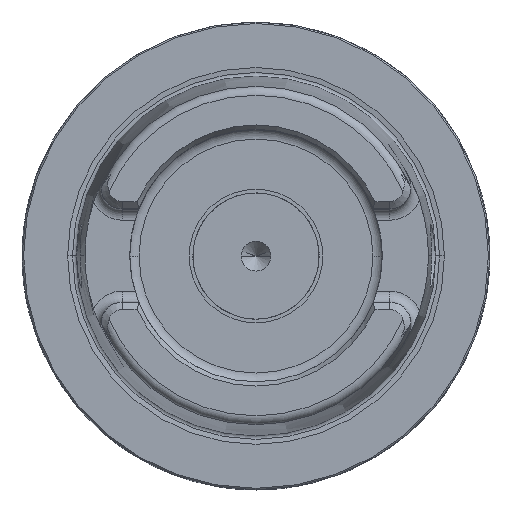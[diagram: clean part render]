
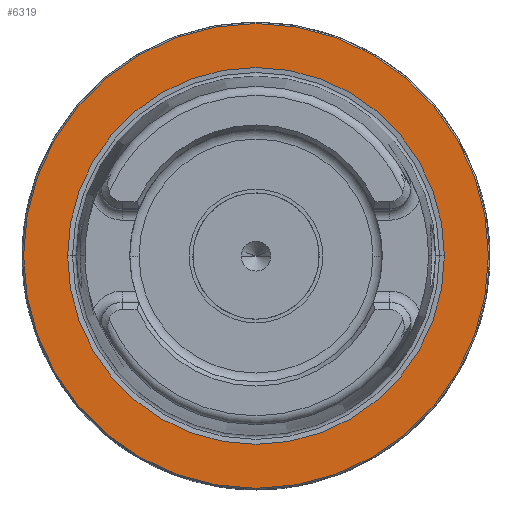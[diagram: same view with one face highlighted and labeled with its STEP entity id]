
A CAD part, top view. The second image highlights one B-rep face of the part: STEP entity #6319.
In plain terms, the highlighted planar face has unit normal (0, 0, 1).
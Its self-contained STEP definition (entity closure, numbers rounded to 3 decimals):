
#1927=CARTESIAN_POINT('',(0.,0.,0.));
#1928=DIRECTION('',(0.,0.,1.));
#1929=DIRECTION('',(1.,0.,0.));
#1930=AXIS2_PLACEMENT_3D('',#1927,#1928,#1929);
#1943=CARTESIAN_POINT('',(0.,0.,0.));
#1944=DIRECTION('',(0.,0.,-1.));
#1945=DIRECTION('',(1.,0.,0.));
#1946=AXIS2_PLACEMENT_3D('',#1943,#1944,#1945);
#1965=CARTESIAN_POINT('',(0.,0.,0.));
#1966=DIRECTION('',(0.,0.,1.));
#1967=DIRECTION('',(1.,0.,0.));
#1968=AXIS2_PLACEMENT_3D('',#1965,#1966,#1967);
#4559=CARTESIAN_POINT('',(0.,0.,0.));
#4560=DIRECTION('',(0.,0.,-1.));
#4561=DIRECTION('',(1.,0.,0.));
#4562=AXIS2_PLACEMENT_3D('',#4559,#4560,#4561);
#4589=CARTESIAN_POINT('',(25.374,0.,0.));
#4591=VERTEX_POINT('',#4589);
#4601=CARTESIAN_POINT('',(-25.374,0.,0.));
#4603=VERTEX_POINT('',#4601);
#4837=CARTESIAN_POINT('',(31.3,0.,0.));
#4838=CARTESIAN_POINT('',(-31.3,0.,0.));
#4839=VERTEX_POINT('',#4837);
#4840=VERTEX_POINT('',#4838);
#6303=CARTESIAN_POINT('',(0.,0.,0.));
#6304=DIRECTION('',(0.,0.,-1.));
#6305=DIRECTION('',(-1.,0.,0.));
#6306=AXIS2_PLACEMENT_3D('',#6303,#6304,#6305);
#6307=PLANE('',#6306);
#6308=ORIENTED_EDGE('',*,*,#6293,.F.);
#6310=ORIENTED_EDGE('',*,*,#6309,.T.);
#6311=EDGE_LOOP('',(#6308,#6310));
#6312=FACE_OUTER_BOUND('',#6311,.F.);
#6314=ORIENTED_EDGE('',*,*,#6313,.F.);
#6316=ORIENTED_EDGE('',*,*,#6315,.T.);
#6317=EDGE_LOOP('',(#6314,#6316));
#6318=FACE_BOUND('',#6317,.F.);
#1931=CIRCLE('',#1930,31.3);
#1947=CIRCLE('',#1946,25.374);
#1969=CIRCLE('',#1968,25.374);
#4563=CIRCLE('',#4562,31.3);
#6293=EDGE_CURVE('',#4839,#4840,#1931,.T.);
#6309=EDGE_CURVE('',#4839,#4840,#4563,.T.);
#6313=EDGE_CURVE('',#4591,#4603,#1947,.T.);
#6315=EDGE_CURVE('',#4591,#4603,#1969,.T.);
#6319=ADVANCED_FACE('',(#6312,#6318),#6307,.F.);
